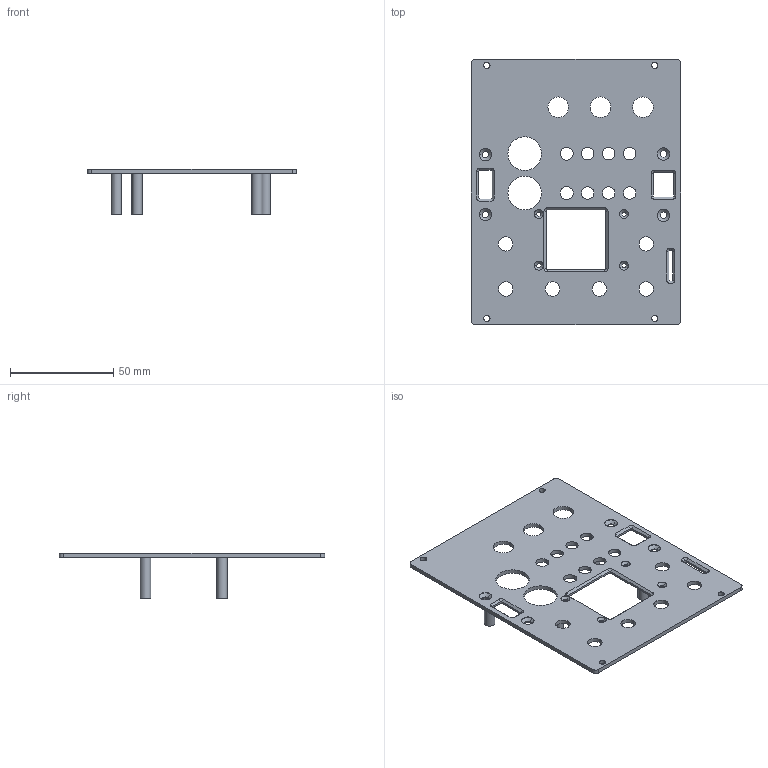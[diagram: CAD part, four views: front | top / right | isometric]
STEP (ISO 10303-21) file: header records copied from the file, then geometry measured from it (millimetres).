
FILE_DESCRIPTION(('Open CASCADE Model'),'2;1');
FILE_NAME('Open CASCADE Shape Model','2018-10-07T21:46:20',('Author'),( 'Open CASCADE'),'Open CASCADE STEP processor 7.2','Open CASCADE 7.2' ,'Unknown');
FILE_SCHEMA(('AUTOMOTIVE_DESIGN { 1 0 10303 214 1 1 1 1 }'));
Length unit declared in the file: millimetre
Products named in the file (6): Open CASCADE STEP translator 7.2 9; Open CASCADE STEP translator 7.2 9.1; Open CASCADE STEP translator 7.2 9.2; Open CASCADE STEP translator 7.2 9.3; Open CASCADE STEP translator 7.2 9.4; Open CASCADE STEP translator 7.2 9.5
Assembly tree (5 placements, depth 2):
  Open CASCADE STEP translator 7.2 9
    Open CASCADE STEP translator 7.2 9.1
    Open CASCADE STEP translator 7.2 9.2
    Open CASCADE STEP translator 7.2 9.3
    Open CASCADE STEP translator 7.2 9.4
    Open CASCADE STEP translator 7.2 9.5
Bounding box: 101.26 x 128.4 x 22 mm (x, y, z)
Volume: 22346.9 mm3; surface area: 26285 mm2
Topology: 5 solids, 5 shells, 216 faces, 510 edges, 324 vertices
Faces by surface type: cylinder 118, plane 66, cone 32
Full cylindrical faces by diameter (mm): 2.7 x4, 5 x4, 7 x4
Entity records: 13260 total; most frequent: CARTESIAN_POINT 2604, DIRECTION 2074, ORIENTED_EDGE 1020, PCURVE 1020, DEFINITIONAL_REPRESENTATION 1020, LINE 930, VECTOR 930, EDGE_CURVE 510
